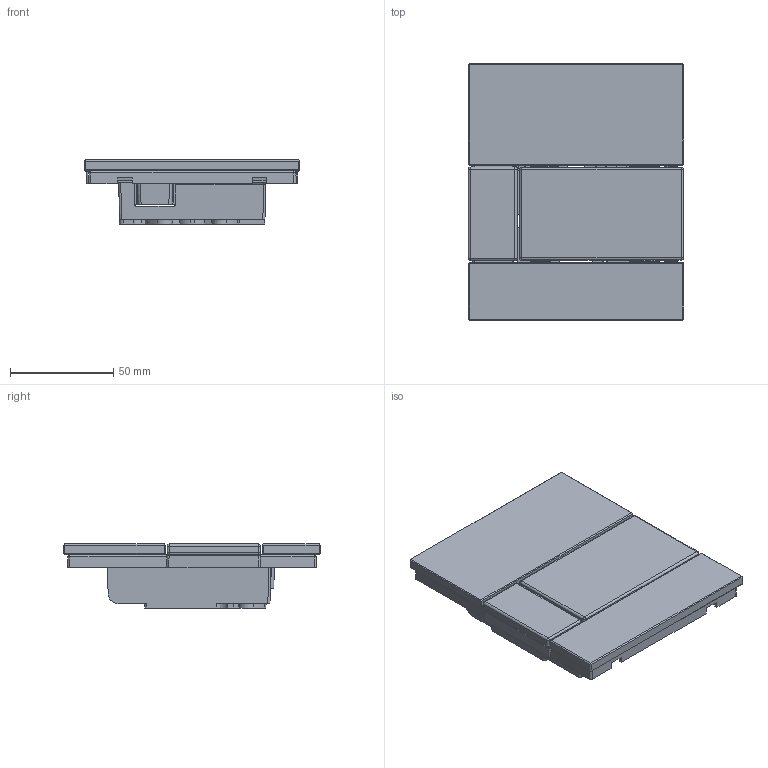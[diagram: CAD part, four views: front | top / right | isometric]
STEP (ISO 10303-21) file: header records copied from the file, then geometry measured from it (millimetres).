
FILE_DESCRIPTION((''),'2;1');
FILE_NAME('9_242_800_ASM','2011-03-29T',('mmeiser'),('NET'),'PRO/ENGINEER BY PARAMETRIC TECHNOLOGY CORPORATION, 2010230','PRO/ENGINEER BY PARAMETRIC TECHNOLOGY CORPORATION, 2010230','');
FILE_SCHEMA(('AUTOMOTIVE_DESIGN_CC2 { 1 2 10303 214 -1 1 5 2 }'));
Products named in the file (11): SP880_100_00_AF0; SP860_014_06; SP860_014_06_AF4; SP880_103_00; SP880_006_00; SP880_104_00; SP880_105_00; SP880_101_00; SP880_102_00; SP889_101_00_ASM; 9_242_800_ASM
Assembly tree (12 placements, depth 3):
  9_242_800_ASM
    SP889_101_00_ASM
      SP880_100_00_AF0
      SP860_014_06  x3
      SP860_014_06_AF4
      SP880_103_00
      SP880_006_00
      SP880_104_00
      SP880_105_00
      SP880_101_00
      SP880_102_00
Bounding box: 104.18 x 124 x 30.95 mm (x, y, z)
Volume: 119209.3 mm3; surface area: 100259.5 mm2
Topology: 11 solids, 11 shells, 2627 faces, 6619 edges, 4060 vertices
Faces by surface type: plane 1243, cylinder 783, bspline 400, sphere 123, extrusion 40, cone 34, torus 4
Entity records: 111948 total; most frequent: CARTESIAN_POINT 32482, ORIENTED_EDGE 13190, DIRECTION 11044, EDGE_CURVE 6595, PRESENTATION_STYLE_ASSIGNMENT 6589, STYLED_ITEM 6589, CURVE_STYLE 6581, VECTOR 4248
